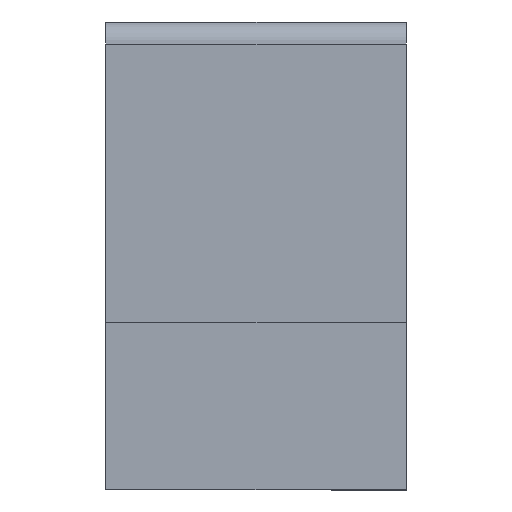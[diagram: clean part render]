
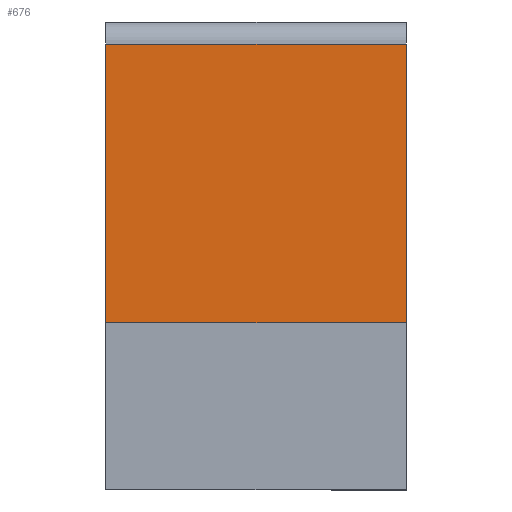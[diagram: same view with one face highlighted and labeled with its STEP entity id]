
A CAD part, left-side view. The second image highlights one B-rep face of the part: STEP entity #676.
In plain terms, the highlighted planar face has unit normal (-1, 0, 0).
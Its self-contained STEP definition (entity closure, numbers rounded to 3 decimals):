
#1 = CARTESIAN_POINT ( 'NONE',  ( -137., 13.5, -2. ) ) ;
#36 = VERTEX_POINT ( 'NONE', #692 ) ;
#41 = VECTOR ( 'NONE', #116, 1000. ) ;
#116 = DIRECTION ( 'NONE',  ( 0., 1., 0. ) ) ;
#142 = CARTESIAN_POINT ( 'NONE',  ( -137., 0., 0. ) ) ;
#149 = CARTESIAN_POINT ( 'NONE',  ( -137., -13.5, -27. ) ) ;
#170 = LINE ( 'NONE', #339, #521 ) ;
#190 = LINE ( 'NONE', #418, #337 ) ;
#225 = DIRECTION ( 'NONE',  ( 0., 0., 1. ) ) ;
#247 = FACE_OUTER_BOUND ( 'NONE', #461, .T. ) ;
#265 = DIRECTION ( 'NONE',  ( 0., 0., 1. ) ) ;
#277 = AXIS2_PLACEMENT_3D ( 'NONE', #142, #659, #265 ) ;
#299 = CARTESIAN_POINT ( 'NONE',  ( -137., -13.5, -2. ) ) ;
#331 = CARTESIAN_POINT ( 'NONE',  ( -137., -13.5, -27. ) ) ;
#337 = VECTOR ( 'NONE', #644, 1000. ) ;
#339 = CARTESIAN_POINT ( 'NONE',  ( -137., 13.5, -1. ) ) ;
#402 = CARTESIAN_POINT ( 'NONE',  ( -137., 0., -2. ) ) ;
#411 = ORIENTED_EDGE ( 'NONE', *, *, #516, .F. ) ;
#418 = CARTESIAN_POINT ( 'NONE',  ( -137., 13.5, -27. ) ) ;
#434 = PLANE ( 'NONE',  #277 ) ;
#448 = DIRECTION ( 'NONE',  ( 0., 0., -1. ) ) ;
#458 = LINE ( 'NONE', #402, #41 ) ;
#461 = EDGE_LOOP ( 'NONE', ( #506, #495, #411, #564 ) ) ;
#476 = EDGE_CURVE ( 'NONE', #575, #667, #505, .T. ) ;
#484 = VECTOR ( 'NONE', #448, 1000. ) ;
#495 = ORIENTED_EDGE ( 'NONE', *, *, #522, .T. ) ;
#505 = LINE ( 'NONE', #331, #484 ) ;
#506 = ORIENTED_EDGE ( 'NONE', *, *, #476, .F. ) ;
#516 = EDGE_CURVE ( 'NONE', #36, #518, #170, .T. ) ;
#518 = VERTEX_POINT ( 'NONE', #1 ) ;
#521 = VECTOR ( 'NONE', #225, 1000. ) ;
#522 = EDGE_CURVE ( 'NONE', #575, #518, #458, .T. ) ;
#564 = ORIENTED_EDGE ( 'NONE', *, *, #643, .F. ) ;
#575 = VERTEX_POINT ( 'NONE', #299 ) ;
#643 = EDGE_CURVE ( 'NONE', #667, #36, #190, .T. ) ;
#644 = DIRECTION ( 'NONE',  ( 0., 1., 0. ) ) ;
#659 = DIRECTION ( 'NONE',  ( -1., 0., 0. ) ) ;
#667 = VERTEX_POINT ( 'NONE', #149 ) ;
#676 = ADVANCED_FACE ( 'NONE', ( #247 ), #434, .T. ) ;
#692 = CARTESIAN_POINT ( 'NONE',  ( -137., 13.5, -27. ) ) ;
